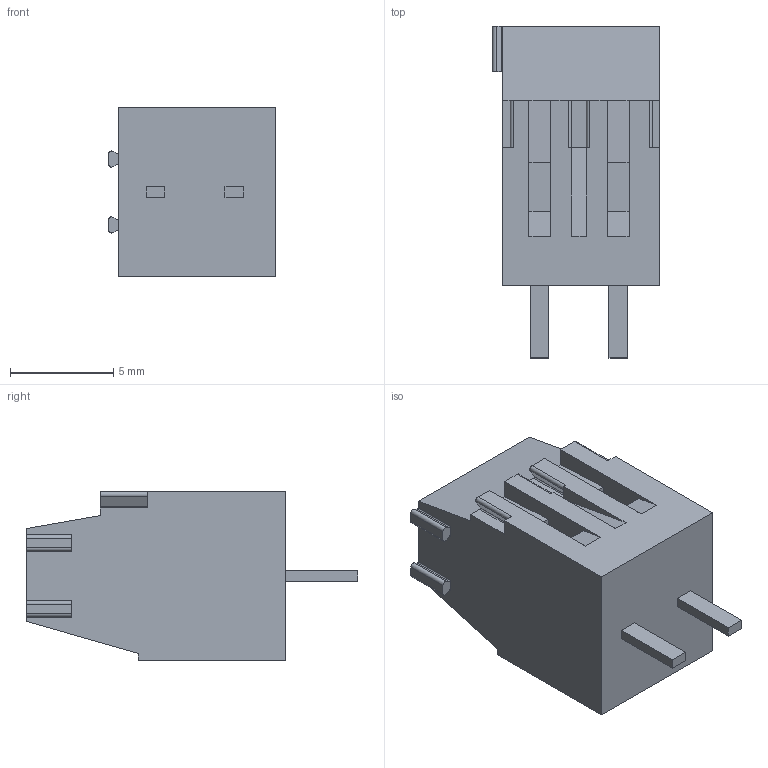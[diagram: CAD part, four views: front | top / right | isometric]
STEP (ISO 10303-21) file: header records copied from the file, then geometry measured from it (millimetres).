
FILE_DESCRIPTION((''),'2;1');
FILE_NAME('C-284392-2','2008-11-05T',('workeradm'),('Tyco Electronics Corporation'),'PRO/ENGINEER BY PARAMETRIC TECHNOLOGY CORPORATION, 2005450','PRO/ENGINEER BY PARAMETRIC TECHNOLOGY CORPORATION, 2005450','');
FILE_SCHEMA(('CONFIG_CONTROL_DESIGN', 'GEOMETRIC_VALIDATION_PROPERTIES_MIM'));
Length unit declared in the file: millimetre
Products named in the file (1): C-284392-2
Bounding box: 8.12 x 16.1 x 8.2 mm (x, y, z)
Volume: 648 mm3; surface area: 599 mm2
Topology: 1 solids, 1 shells, 111 faces, 309 edges, 206 vertices
Faces by surface type: plane 79, cylinder 28, bspline 4
Entity records: 3760 total; most frequent: CARTESIAN_POINT 719, ORIENTED_EDGE 618, DIRECTION 591, EDGE_CURVE 309, VECTOR 241, LINE 241, VERTEX_POINT 206, AXIS2_PLACEMENT_3D 175
